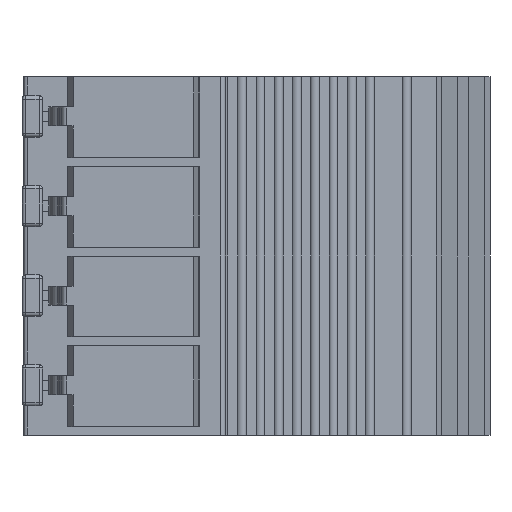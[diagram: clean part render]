
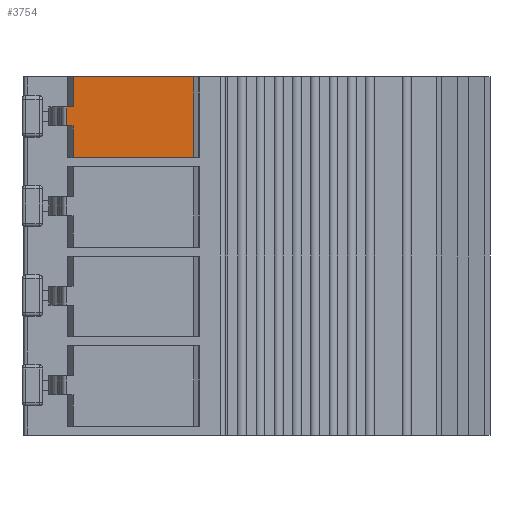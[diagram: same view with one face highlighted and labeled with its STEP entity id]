
A CAD part, front view. The second image highlights one B-rep face of the part: STEP entity #3754.
In plain terms, the highlighted planar face has unit normal (0, -1, 0).
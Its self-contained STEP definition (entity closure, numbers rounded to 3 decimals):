
#75 = DIRECTION ( 'NONE',  ( 0., 0., -1. ) ) ;
#178 = CARTESIAN_POINT ( 'NONE',  ( -3.864, 0., 5.05 ) ) ;
#1203 = ORIENTED_EDGE ( 'NONE', *, *, #3300, .T. ) ;
#1830 = EDGE_LOOP ( 'NONE', ( #1203, #6046, #12864, #9647, #9272, #5505, #9150, #5822 ) ) ;
#2623 = CARTESIAN_POINT ( 'NONE',  ( -2.359, 0., 5.2 ) ) ;
#2661 = VECTOR ( 'NONE', #9455, 1000. ) ;
#2691 = VECTOR ( 'NONE', #9083, 1000. ) ;
#3081 = CARTESIAN_POINT ( 'NONE',  ( -3.496, 0., 0.5 ) ) ;
#3140 = CARTESIAN_POINT ( 'NONE',  ( -3.496, 0., 3.45 ) ) ;
#3258 = VERTEX_POINT ( 'NONE', #10381 ) ;
#3300 = EDGE_CURVE ( 'NONE', #11844, #11922, #13394, .T. ) ;
#3437 = AXIS2_PLACEMENT_3D ( 'NONE', #10239, #11452, #15415 ) ;
#3556 = CARTESIAN_POINT ( 'NONE',  ( -4.796, 0., 3.45 ) ) ;
#3754 = ADVANCED_FACE ( 'NONE', ( #5265 ), #8839, .T. ) ;
#4012 = LINE ( 'NONE', #6610, #6266 ) ;
#4136 = VECTOR ( 'NONE', #9324, 1000. ) ;
#4225 = LINE ( 'NONE', #9211, #14390 ) ;
#4376 = CARTESIAN_POINT ( 'NONE',  ( 3.504, 0., 5.2 ) ) ;
#4609 = CARTESIAN_POINT ( 'NONE',  ( -3.864, 0., 2.35 ) ) ;
#4789 = VERTEX_POINT ( 'NONE', #4376 ) ;
#4879 = DIRECTION ( 'NONE',  ( 1., 0., 0. ) ) ;
#5014 = EDGE_CURVE ( 'NONE', #16574, #11922, #5613, .T. ) ;
#5022 = CARTESIAN_POINT ( 'NONE',  ( -3.496, 0., 5.05 ) ) ;
#5031 = VERTEX_POINT ( 'NONE', #8947 ) ;
#5265 = FACE_OUTER_BOUND ( 'NONE', #1830, .T. ) ;
#5505 = ORIENTED_EDGE ( 'NONE', *, *, #12909, .T. ) ;
#5613 = LINE ( 'NONE', #3556, #6237 ) ;
#5822 = ORIENTED_EDGE ( 'NONE', *, *, #6305, .F. ) ;
#6046 = ORIENTED_EDGE ( 'NONE', *, *, #5014, .F. ) ;
#6237 = VECTOR ( 'NONE', #4879, 1000. ) ;
#6266 = VECTOR ( 'NONE', #75, 1000. ) ;
#6305 = EDGE_CURVE ( 'NONE', #11844, #4789, #7660, .T. ) ;
#6429 = VERTEX_POINT ( 'NONE', #3081 ) ;
#6610 = CARTESIAN_POINT ( 'NONE',  ( -3.496, 0., 5.05 ) ) ;
#7088 = VECTOR ( 'NONE', #8350, 1000. ) ;
#7640 = CARTESIAN_POINT ( 'NONE',  ( -4.596, 0., 2.35 ) ) ;
#7660 = LINE ( 'NONE', #2623, #4136 ) ;
#7720 = EDGE_CURVE ( 'NONE', #5031, #10953, #9924, .T. ) ;
#7819 = DIRECTION ( 'NONE',  ( 0., 0., -1. ) ) ;
#7930 = CARTESIAN_POINT ( 'NONE',  ( -3.864, 0., 3.45 ) ) ;
#8330 = EDGE_CURVE ( 'NONE', #16574, #10953, #8847, .T. ) ;
#8350 = DIRECTION ( 'NONE',  ( 0., 0., 1. ) ) ;
#8839 = PLANE ( 'NONE',  #3437 ) ;
#8847 = LINE ( 'NONE', #178, #2661 ) ;
#8947 = CARTESIAN_POINT ( 'NONE',  ( -3.496, 0., 2.35 ) ) ;
#9083 = DIRECTION ( 'NONE',  ( -1., 0., 0. ) ) ;
#9150 = ORIENTED_EDGE ( 'NONE', *, *, #11300, .T. ) ;
#9184 = DIRECTION ( 'NONE',  ( 1., 0., 0. ) ) ;
#9211 = CARTESIAN_POINT ( 'NONE',  ( -3.496, 0., 0.5 ) ) ;
#9272 = ORIENTED_EDGE ( 'NONE', *, *, #11087, .T. ) ;
#9324 = DIRECTION ( 'NONE',  ( 1., 0., 0. ) ) ;
#9455 = DIRECTION ( 'NONE',  ( 0., 0., -1. ) ) ;
#9647 = ORIENTED_EDGE ( 'NONE', *, *, #7720, .F. ) ;
#9924 = LINE ( 'NONE', #7640, #2691 ) ;
#10239 = CARTESIAN_POINT ( 'NONE',  ( -3.496, 0., 5.05 ) ) ;
#10381 = CARTESIAN_POINT ( 'NONE',  ( 3.504, 0., 0.5 ) ) ;
#10953 = VERTEX_POINT ( 'NONE', #4609 ) ;
#11087 = EDGE_CURVE ( 'NONE', #5031, #6429, #4012, .T. ) ;
#11300 = EDGE_CURVE ( 'NONE', #3258, #4789, #14156, .T. ) ;
#11452 = DIRECTION ( 'NONE',  ( 0., -1., 0. ) ) ;
#11844 = VERTEX_POINT ( 'NONE', #12286 ) ;
#11922 = VERTEX_POINT ( 'NONE', #3140 ) ;
#12286 = CARTESIAN_POINT ( 'NONE',  ( -3.496, 0., 5.2 ) ) ;
#12864 = ORIENTED_EDGE ( 'NONE', *, *, #8330, .T. ) ;
#12909 = EDGE_CURVE ( 'NONE', #6429, #3258, #4225, .T. ) ;
#13394 = LINE ( 'NONE', #5022, #16094 ) ;
#13754 = CARTESIAN_POINT ( 'NONE',  ( 3.504, 0., 5.05 ) ) ;
#14156 = LINE ( 'NONE', #13754, #7088 ) ;
#14390 = VECTOR ( 'NONE', #9184, 1000. ) ;
#15415 = DIRECTION ( 'NONE',  ( 0., 0., -1. ) ) ;
#16094 = VECTOR ( 'NONE', #7819, 1000. ) ;
#16574 = VERTEX_POINT ( 'NONE', #7930 ) ;
